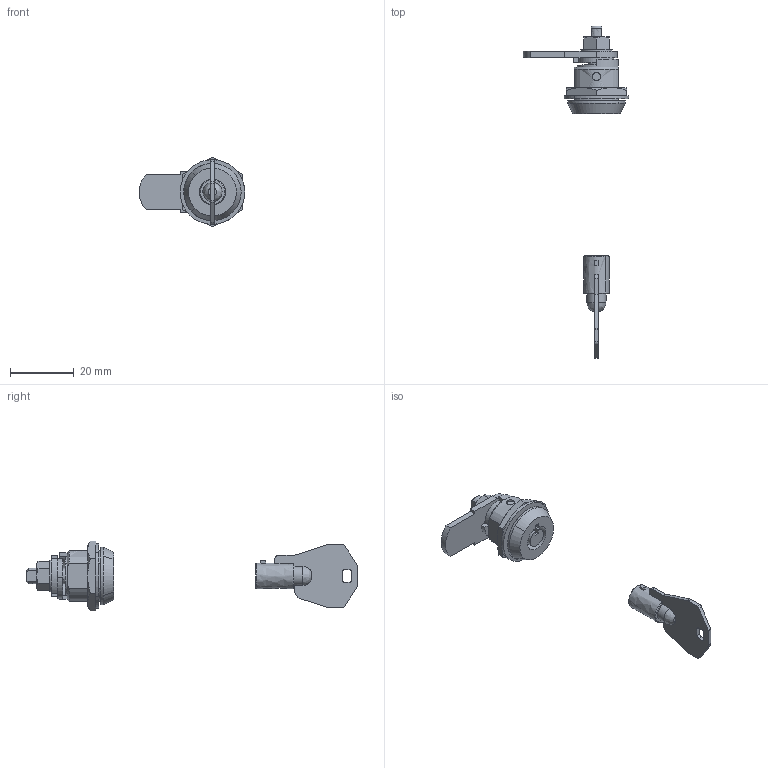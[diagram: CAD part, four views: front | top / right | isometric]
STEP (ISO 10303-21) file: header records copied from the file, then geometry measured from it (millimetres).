
FILE_DESCRIPTION((''),'2;1');
FILE_NAME('','2006-01-16T15:50:06',(''),(''),'','CADfix','');
FILE_SCHEMA(('AUTOMOTIVE_DESIGN'));
Length unit declared in the file: millimetre
Products named in the file (9): washer_2; washer_1; nut_B; nut_A; lock; key; control_cam; cam; TL_224_30822_36
Assembly tree (8 placements, depth 2):
  TL_224_30822_36
    washer_2
    washer_1
    nut_B
    nut_A
    lock
    key
    control_cam
    cam
Bounding box: 33.15 x 104.25 x 21.94 mm (x, y, z)
Volume: 5237.4 mm3; surface area: 5404.9 mm2
Topology: 8 solids, 8 shells, 162 faces, 514 edges, 376 vertices
Faces by surface type: bspline 162
Entity records: 7791 total; most frequent: CARTESIAN_POINT 4490, ORIENTED_EDGE 1028, EDGE_CURVE 514, VERTEX_POINT 376, B_SPLINE_CURVE_WITH_KNOTS 288, QUASI_UNIFORM_CURVE 226, EDGE_LOOP 184, FACE_OUTER_BOUND 162
